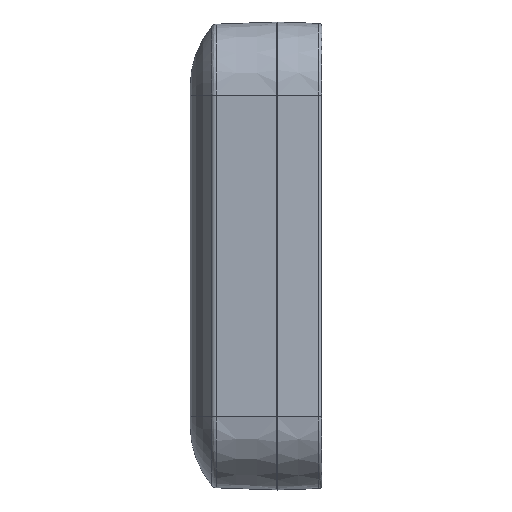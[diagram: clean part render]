
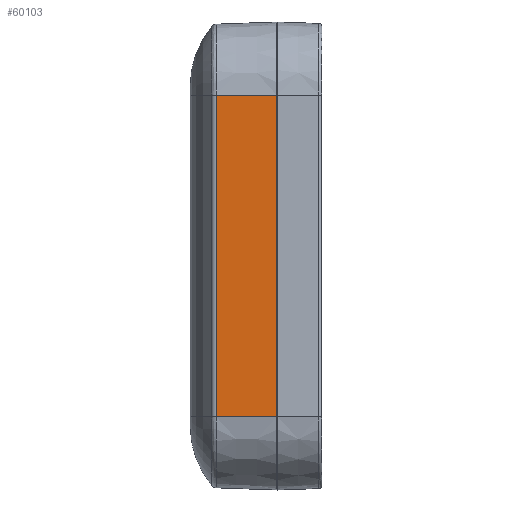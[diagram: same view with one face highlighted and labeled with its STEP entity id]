
A CAD part, left-side view. The second image highlights one B-rep face of the part: STEP entity #60103.
In plain terms, the highlighted face is planar.
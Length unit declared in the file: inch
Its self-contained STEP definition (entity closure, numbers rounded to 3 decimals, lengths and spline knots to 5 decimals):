
#4193 = CARTESIAN_POINT ( 'NONE',  ( 3.12057, 0.83144, -2.16535 ) ) ;
#4741 = ORIENTED_EDGE ( 'NONE', *, *, #32794, .F. ) ;
#9033 = CARTESIAN_POINT ( 'NONE',  ( 3.14906, 0.01575, 2.16535 ) ) ;
#10649 = DIRECTION ( 'NONE',  ( -0.035, 0.999, 0. ) ) ;
#13734 = ORIENTED_EDGE ( 'NONE', *, *, #80385, .F. ) ;
#14590 = VECTOR ( 'NONE', #68952, 39.37008 ) ;
#15829 = LINE ( 'NONE', #42995, #14590 ) ;
#16151 = LINE ( 'NONE', #22096, #40472 ) ;
#21454 = CARTESIAN_POINT ( 'NONE',  ( 3.14961, 0., 2.16535 ) ) ;
#21513 = CARTESIAN_POINT ( 'NONE',  ( 3.14906, 0.01575, -2.16535 ) ) ;
#22096 = CARTESIAN_POINT ( 'NONE',  ( 3.14961, 0., 2.16535 ) ) ;
#26590 = LINE ( 'NONE', #33802, #59530 ) ;
#26986 = VERTEX_POINT ( 'NONE', #21513 ) ;
#32794 = EDGE_CURVE ( 'NONE', #26986, #41461, #41061, .T. ) ;
#33802 = CARTESIAN_POINT ( 'NONE',  ( 3.12057, 0.83144, -2.16535 ) ) ;
#40180 = DIRECTION ( 'NONE',  ( 0., 0., -1. ) ) ;
#40472 = VECTOR ( 'NONE', #10649, 39.37008 ) ;
#41061 = LINE ( 'NONE', #47861, #77287 ) ;
#41461 = VERTEX_POINT ( 'NONE', #9033 ) ;
#41492 = ORIENTED_EDGE ( 'NONE', *, *, #79240, .F. ) ;
#42381 = AXIS2_PLACEMENT_3D ( 'NONE', #21454, #80081, #47773 ) ;
#42995 = CARTESIAN_POINT ( 'NONE',  ( 3.14961, 0., -2.16535 ) ) ;
#47773 = DIRECTION ( 'NONE',  ( 0.035, -0.999, 0. ) ) ;
#47861 = CARTESIAN_POINT ( 'NONE',  ( 3.14906, 0.01575, 2.16535 ) ) ;
#48409 = CARTESIAN_POINT ( 'NONE',  ( 3.12057, 0.83144, 2.16535 ) ) ;
#49118 = ORIENTED_EDGE ( 'NONE', *, *, #52497, .F. ) ;
#52497 = EDGE_CURVE ( 'NONE', #77158, #26986, #15829, .T. ) ;
#55488 = VERTEX_POINT ( 'NONE', #48409 ) ;
#59530 = VECTOR ( 'NONE', #40180, 39.37008 ) ;
#60103 = ADVANCED_FACE ( 'NONE', ( #60957 ), #72885, .F. ) ;
#60957 = FACE_OUTER_BOUND ( 'NONE', #74426, .T. ) ;
#68952 = DIRECTION ( 'NONE',  ( 0.035, -0.999, 0. ) ) ;
#72885 = PLANE ( 'NONE',  #42381 ) ;
#74426 = EDGE_LOOP ( 'NONE', ( #49118, #13734, #41492, #4741 ) ) ;
#77158 = VERTEX_POINT ( 'NONE', #4193 ) ;
#77287 = VECTOR ( 'NONE', #78497, 39.37008 ) ;
#78497 = DIRECTION ( 'NONE',  ( 0., 0., 1. ) ) ;
#79240 = EDGE_CURVE ( 'NONE', #41461, #55488, #16151, .T. ) ;
#80081 = DIRECTION ( 'NONE',  ( -0.999, -0.035, 0. ) ) ;
#80385 = EDGE_CURVE ( 'NONE', #55488, #77158, #26590, .T. ) ;
